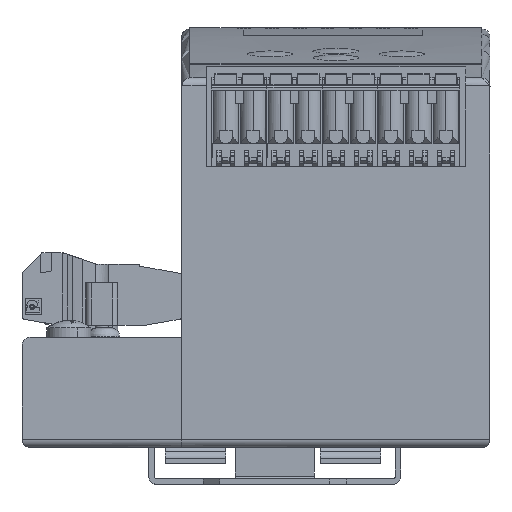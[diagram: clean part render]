
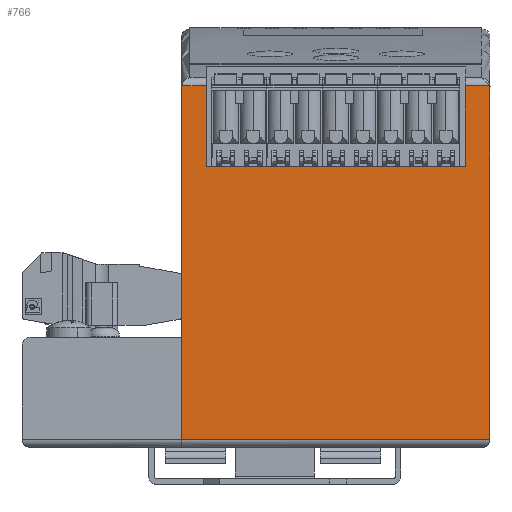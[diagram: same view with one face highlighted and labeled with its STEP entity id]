
A CAD part, front view. The second image highlights one B-rep face of the part: STEP entity #766.
In plain terms, the highlighted planar face has unit normal (0, -1, 0).
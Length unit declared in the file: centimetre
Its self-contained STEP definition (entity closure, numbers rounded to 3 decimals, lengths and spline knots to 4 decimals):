
#116=CARTESIAN_POINT('',(2.8,-6.05,0.15));
#137=DIRECTION('',(0.,0.,-1.));
#138=VECTOR('',#137,6.3983);
#139=CARTESIAN_POINT('',(2.8001,-6.05,6.5483));
#140=LINE('',#139,#138);
#200=DIRECTION('',(1.,0.,0.));
#201=VECTOR('',#200,0.4486);
#202=CARTESIAN_POINT('',(-2.7986,-6.05,6.5709));
#203=LINE('',#202,#201);
#257=DIRECTION('',(0.,0.,-1.));
#258=VECTOR('',#257,1.4709);
#259=CARTESIAN_POINT('',(-2.35,-6.05,6.5709));
#260=LINE('',#259,#258);
#286=DIRECTION('',(0.,0.,1.));
#287=VECTOR('',#286,1.4709);
#288=CARTESIAN_POINT('',(2.35,-6.05,5.1));
#289=LINE('',#288,#287);
#308=DIRECTION('',(1.,0.,0.));
#309=VECTOR('',#308,0.4486);
#310=CARTESIAN_POINT('',(2.35,-6.05,6.5709));
#311=LINE('',#310,#309);
#315=CARTESIAN_POINT('',(2.8001,-6.05,6.5483));
#316=CARTESIAN_POINT('',(2.8001,-6.05,6.5508));
#317=CARTESIAN_POINT('',(2.801,-6.05,6.5559));
#318=CARTESIAN_POINT('',(2.8003,-6.05,6.5635));
#319=CARTESIAN_POINT('',(2.799,-6.05,6.5684));
#320=CARTESIAN_POINT('',(2.7986,-6.05,6.5709));
#325=CARTESIAN_POINT('',(-2.7986,-6.05,6.5709));
#326=CARTESIAN_POINT('',(-2.799,-6.05,6.5684));
#327=CARTESIAN_POINT('',(-2.8003,-6.05,6.5635));
#328=CARTESIAN_POINT('',(-2.801,-6.05,6.5559));
#329=CARTESIAN_POINT('',(-2.8001,-6.05,6.5508));
#330=CARTESIAN_POINT('',(-2.8001,-6.05,6.5483));
#335=DIRECTION('',(1.,0.,0.));
#336=VECTOR('',#335,4.7);
#337=CARTESIAN_POINT('',(-2.35,-6.05,5.1));
#338=LINE('',#337,#336);
#342=DIRECTION('',(-1.,0.,0.));
#343=VECTOR('',#342,5.6);
#344=CARTESIAN_POINT('',(2.8,-6.05,0.15));
#345=LINE('',#344,#343);
#364=DIRECTION('',(0.,0.,1.));
#365=VECTOR('',#364,6.3983);
#366=CARTESIAN_POINT('',(-2.8,-6.05,0.15));
#367=LINE('',#366,#365);
#536=CARTESIAN_POINT('',(-2.8,-6.05,6.5483));
#537=VERTEX_POINT('',#536);
#538=VERTEX_POINT('',#325);
#541=CARTESIAN_POINT('',(-2.35,-6.05,6.5709));
#543=VERTEX_POINT('',#541);
#544=CARTESIAN_POINT('',(2.35,-6.05,6.5709));
#546=VERTEX_POINT('',#544);
#548=CARTESIAN_POINT('',(2.7986,-6.05,6.5709));
#549=VERTEX_POINT('',#548);
#552=VERTEX_POINT('',#315);
#554=CARTESIAN_POINT('',(-2.8,-6.05,0.15));
#556=VERTEX_POINT('',#554);
#560=VERTEX_POINT('',#116);
#561=CARTESIAN_POINT('',(-2.35,-6.05,5.1));
#562=VERTEX_POINT('',#561);
#567=CARTESIAN_POINT('',(2.35,-6.05,5.1));
#568=VERTEX_POINT('',#567);
#745=CARTESIAN_POINT('',(-2.8,-6.05,3.35));
#746=DIRECTION('',(0.,-1.,0.));
#747=DIRECTION('',(1.,0.,0.));
#748=AXIS2_PLACEMENT_3D('',#745,#746,#747);
#749=PLANE('',#748);
#750=ORIENTED_EDGE('',*,*,#675,.T.);
#751=ORIENTED_EDGE('',*,*,#696,.T.);
#753=ORIENTED_EDGE('',*,*,#752,.T.);
#754=ORIENTED_EDGE('',*,*,#722,.T.);
#755=ORIENTED_EDGE('',*,*,#740,.T.);
#756=ORIENTED_EDGE('',*,*,#636,.F.);
#757=ORIENTED_EDGE('',*,*,#621,.T.);
#759=ORIENTED_EDGE('',*,*,#758,.T.);
#761=ORIENTED_EDGE('',*,*,#760,.T.);
#763=ORIENTED_EDGE('',*,*,#762,.F.);
#764=EDGE_LOOP('',(#750,#751,#753,#754,#755,#756,#757,#759,#761,#763));
#765=FACE_OUTER_BOUND('',#764,.F.);
#766=ADVANCED_FACE('',(#765),#749,.T.);
#321=B_SPLINE_CURVE_WITH_KNOTS('',3,(#315,#316,#317,#318,#319,#320),
.UNSPECIFIED.,.F.,.F.,(4,1,1,4),(0.,0.3333,0.6667,1.),
.UNSPECIFIED.);
#331=B_SPLINE_CURVE_WITH_KNOTS('',3,(#325,#326,#327,#328,#329,#330),
.UNSPECIFIED.,.F.,.F.,(4,1,1,4),(0.,0.3333,0.6667,1.),
.UNSPECIFIED.);
#621=EDGE_CURVE('',#552,#560,#140,.T.);
#636=EDGE_CURVE('',#552,#549,#321,.T.);
#675=EDGE_CURVE('',#538,#543,#203,.T.);
#696=EDGE_CURVE('',#543,#562,#260,.T.);
#722=EDGE_CURVE('',#568,#546,#289,.T.);
#740=EDGE_CURVE('',#546,#549,#311,.T.);
#752=EDGE_CURVE('',#562,#568,#338,.T.);
#758=EDGE_CURVE('',#560,#556,#345,.T.);
#760=EDGE_CURVE('',#556,#537,#367,.T.);
#762=EDGE_CURVE('',#538,#537,#331,.T.);
